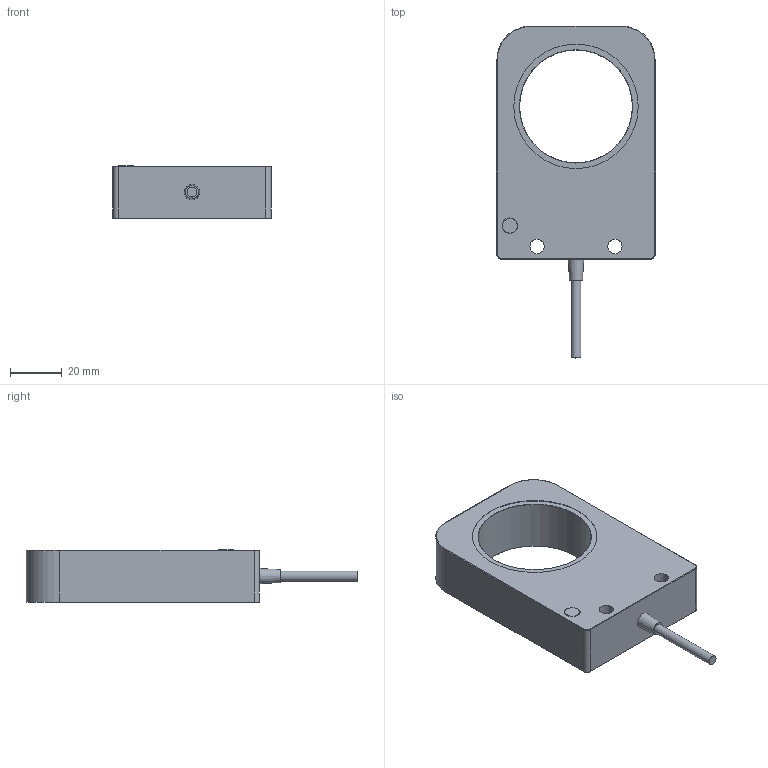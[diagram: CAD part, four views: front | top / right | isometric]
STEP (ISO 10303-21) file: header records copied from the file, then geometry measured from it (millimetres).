
FILE_DESCRIPTION(/* description */ (''),/* implementation_level */ '2;1');
FILE_NAME(/* name */ 'PS43_CA.stp',/* time_stamp */ '2019-04-18T10:54:38+08:00',/* author */ ('fengjiarun'),/* organization */ (''),/* preprocessor_version */ 'ST-DEVELOPER v16.5',/* originating_system */ 'Autodesk Inventor 2017',/* authorisation */ '');
FILE_SCHEMA (('AUTOMOTIVE_DESIGN { 1 0 10303 214 3 1 1 }'));
Length unit declared in the file: millimetre
Products named in the file (1): PS30_CAN1DT
Bounding box: 61 x 128 x 20.1 mm (x, y, z)
Volume: 78105.9 mm3; surface area: 17423.1 mm2
Topology: 1 solids, 1 shells, 37 faces, 84 edges, 54 vertices
Faces by surface type: plane 15, cylinder 14, torus 5, cone 3
Full cylindrical faces by diameter (mm): 2.5 x1, 3.8 x1, 5.5 x2, 43.5 x1, 48 x1
Entity records: 1010 total; most frequent: DIRECTION 186, CARTESIAN_POINT 156, ORIENTED_EDGE 138, AXIS2_PLACEMENT_3D 79, EDGE_CURVE 69, EDGE_LOOP 58, VERTEX_POINT 49, CIRCLE 41
